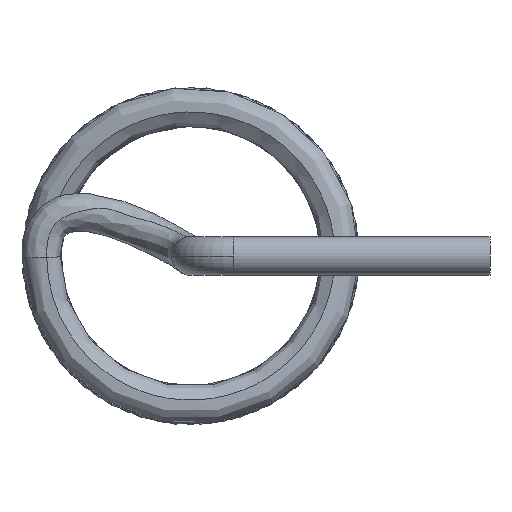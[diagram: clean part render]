
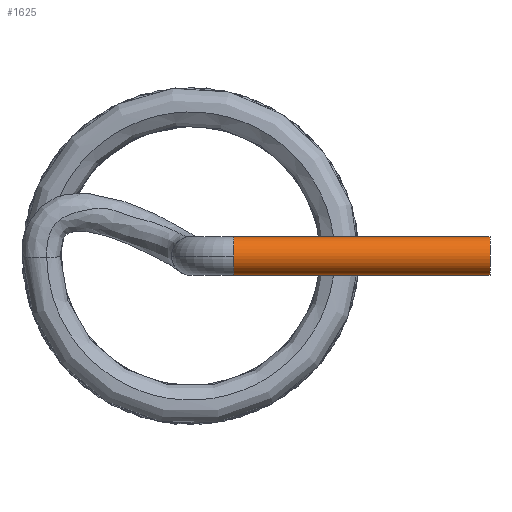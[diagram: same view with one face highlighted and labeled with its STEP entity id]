
A CAD part, left-side view. The second image highlights one B-rep face of the part: STEP entity #1625.
In plain terms, the highlighted cylindrical face has radius 0.45 mm (diameter 0.9 mm), a partial arc.
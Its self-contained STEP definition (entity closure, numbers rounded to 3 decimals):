
#358 = LINE ( 'NONE', #5816, #4951 ) ;
#448 = AXIS2_PLACEMENT_3D ( 'NONE', #3855, #1044, #1506 ) ;
#875 = VERTEX_POINT ( 'NONE', #2011 ) ;
#989 = CARTESIAN_POINT ( 'NONE',  ( 0., 3., 0. ) ) ;
#1032 = CARTESIAN_POINT ( 'NONE',  ( 0., -3., 0.45 ) ) ;
#1044 = DIRECTION ( 'NONE',  ( 0., 1., 0. ) ) ;
#1233 = CARTESIAN_POINT ( 'NONE',  ( 0., 3., 0. ) ) ;
#1452 = DIRECTION ( 'NONE',  ( 0., 0., 1. ) ) ;
#1474 = AXIS2_PLACEMENT_3D ( 'NONE', #1233, #4558, #1700 ) ;
#1506 = DIRECTION ( 'NONE',  ( 0., 0., 1. ) ) ;
#1625 = ADVANCED_FACE ( 'NONE', ( #5013 ), #4492, .T. ) ;
#1656 = DIRECTION ( 'NONE',  ( 0., 1., 0. ) ) ;
#1658 = EDGE_CURVE ( 'NONE', #5854, #4783, #358, .T. ) ;
#1700 = DIRECTION ( 'NONE',  ( 0., 0., 1. ) ) ;
#1919 = CARTESIAN_POINT ( 'NONE',  ( 0., 3., 0.45 ) ) ;
#1979 = EDGE_CURVE ( 'NONE', #875, #5854, #3350, .T. ) ;
#2011 = CARTESIAN_POINT ( 'NONE',  ( 0., -3., -0.45 ) ) ;
#2286 = DIRECTION ( 'NONE',  ( 0., 1., 0. ) ) ;
#2900 = CIRCLE ( 'NONE', #4666, 0.45 ) ;
#2907 = VECTOR ( 'NONE', #2286, 1000. ) ;
#2920 = DIRECTION ( 'NONE',  ( 0., 1., 0. ) ) ;
#2926 = EDGE_CURVE ( 'NONE', #6003, #4783, #3048, .T. ) ;
#3048 = CIRCLE ( 'NONE', #1474, 0.45 ) ;
#3216 = LINE ( 'NONE', #5193, #2907 ) ;
#3350 = CIRCLE ( 'NONE', #3412, 0.45 ) ;
#3412 = AXIS2_PLACEMENT_3D ( 'NONE', #4512, #1656, #5001 ) ;
#3807 = ORIENTED_EDGE ( 'NONE', *, *, #4534, .F. ) ;
#3842 = EDGE_CURVE ( 'NONE', #875, #5452, #3216, .T. ) ;
#3855 = CARTESIAN_POINT ( 'NONE',  ( 0., -3., 0. ) ) ;
#4184 = ORIENTED_EDGE ( 'NONE', *, *, #2926, .F. ) ;
#4260 = ORIENTED_EDGE ( 'NONE', *, *, #1979, .T. ) ;
#4292 = DIRECTION ( 'NONE',  ( 0., 1., 0. ) ) ;
#4314 = CARTESIAN_POINT ( 'NONE',  ( 0., 3., -0.45 ) ) ;
#4347 = ORIENTED_EDGE ( 'NONE', *, *, #3842, .F. ) ;
#4492 = CYLINDRICAL_SURFACE ( 'NONE', #448, 0.45 ) ;
#4512 = CARTESIAN_POINT ( 'NONE',  ( 0., -3., 0. ) ) ;
#4534 = EDGE_CURVE ( 'NONE', #5452, #6003, #2900, .T. ) ;
#4558 = DIRECTION ( 'NONE',  ( 0., 1., 0. ) ) ;
#4666 = AXIS2_PLACEMENT_3D ( 'NONE', #989, #4292, #1452 ) ;
#4783 = VERTEX_POINT ( 'NONE', #1919 ) ;
#4796 = EDGE_LOOP ( 'NONE', ( #4347, #4260, #5466, #4184, #3807 ) ) ;
#4951 = VECTOR ( 'NONE', #2920, 1000. ) ;
#5001 = DIRECTION ( 'NONE',  ( 0., 0., 1. ) ) ;
#5013 = FACE_OUTER_BOUND ( 'NONE', #4796, .T. ) ;
#5098 = CARTESIAN_POINT ( 'NONE',  ( -0.45, 3., 0. ) ) ;
#5193 = CARTESIAN_POINT ( 'NONE',  ( 0., -3., -0.45 ) ) ;
#5452 = VERTEX_POINT ( 'NONE', #4314 ) ;
#5466 = ORIENTED_EDGE ( 'NONE', *, *, #1658, .T. ) ;
#5816 = CARTESIAN_POINT ( 'NONE',  ( 0., -3., 0.45 ) ) ;
#5854 = VERTEX_POINT ( 'NONE', #1032 ) ;
#6003 = VERTEX_POINT ( 'NONE', #5098 ) ;
